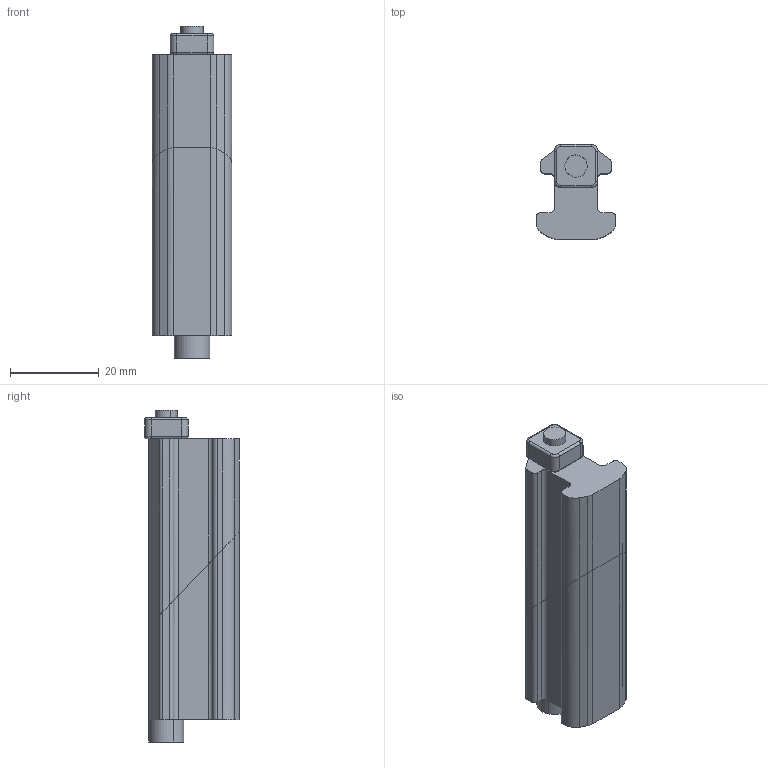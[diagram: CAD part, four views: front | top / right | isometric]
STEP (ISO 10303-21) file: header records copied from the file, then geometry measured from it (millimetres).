
FILE_DESCRIPTION (( 'STEP AP214' ), '1' );
FILE_NAME ('B199 Ïàðàëëåëüíûé ñîåäèíèòåëü ïðîôèëåé 40 ñåðèÿ, ïàç 10.STEP', '2025-12-03T08:52:24', ( '' ), ( '' ), 'SwSTEP 2.0', 'SolidWorks 2025', '' );
FILE_SCHEMA (( 'AUTOMOTIVE_DESIGN' ));
Length unit declared in the file: millimetre
Products named in the file (5): B199 Параллельный соединитель профилей 40 серия, паз 10; B199 Гайка квадратная_00; B199 Параллельный соединитель часть_2_00; B199 Параллельный соединитель часть_1_00; B199 Винт_00
Assembly tree (4 placements, depth 2):
  B199 Параллельный соединитель профилей 40 серия, паз 10
    B199 Параллельный соединитель часть_1_00
    B199 Параллельный соединитель часть_2_00
    B199 Винт_00
    B199 Гайка квадратная_00
Bounding box: 18 x 21.4 x 75 mm (x, y, z)
Volume: 16574.4 mm3; surface area: 8643.4 mm2
Topology: 4 solids, 4 shells, 122 faces, 316 edges, 204 vertices
Faces by surface type: cylinder 56, plane 54, torus 8, cone 4
Entity records: 3908 total; most frequent: CARTESIAN_POINT 763, ORIENTED_EDGE 632, DIRECTION 622, EDGE_CURVE 316, AXIS2_PLACEMENT_3D 215, VERTEX_POINT 204, LINE 192, VECTOR 192
